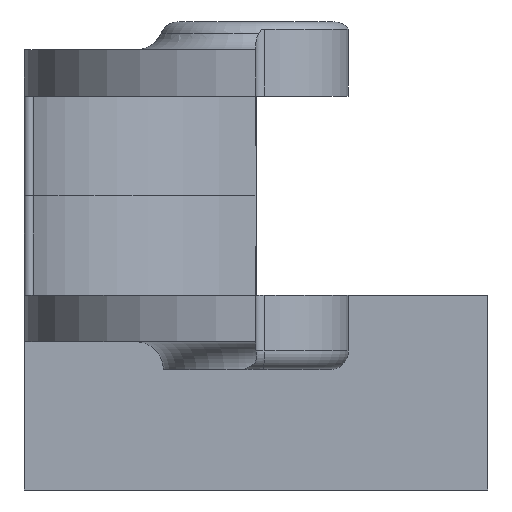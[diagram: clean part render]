
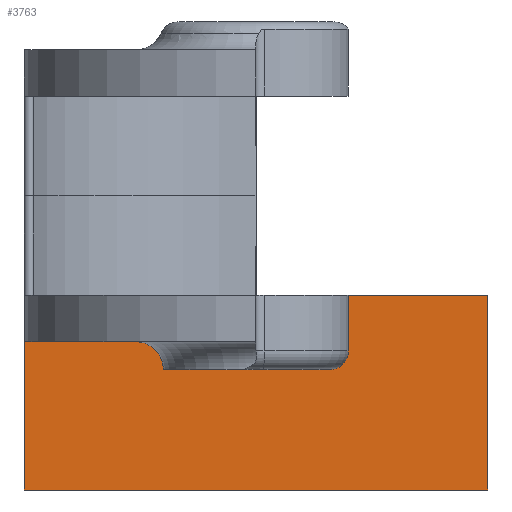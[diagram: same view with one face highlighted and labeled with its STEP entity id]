
A CAD part, front view. The second image highlights one B-rep face of the part: STEP entity #3763.
In plain terms, the highlighted planar face has unit normal (0, -1, 0).
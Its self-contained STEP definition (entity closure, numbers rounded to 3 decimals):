
#233=PLANE('',#4186);
#435=FACE_OUTER_BOUND('',#712,.T.);
#712=EDGE_LOOP('',(#3353,#3354,#3355,#3356,#3357,#3358));
#922=LINE('',#6121,#1228);
#951=LINE('',#6306,#1257);
#997=LINE('',#6464,#1303);
#1016=LINE('',#6515,#1322);
#1022=LINE('',#6540,#1328);
#1023=LINE('',#6544,#1329);
#1228=VECTOR('',#4896,10.);
#1257=VECTOR('',#4999,10.);
#1303=VECTOR('',#5165,10.);
#1322=VECTOR('',#5220,10.);
#1328=VECTOR('',#5250,10.);
#1329=VECTOR('',#5255,10.);
#1752=VERTEX_POINT('',#6118);
#1753=VERTEX_POINT('',#6120);
#1796=VERTEX_POINT('',#6305);
#1848=VERTEX_POINT('',#6463);
#1862=VERTEX_POINT('',#6513);
#1869=VERTEX_POINT('',#6538);
#2206=EDGE_CURVE('',#1752,#1753,#922,.T.);
#2262=EDGE_CURVE('',#1753,#1796,#951,.T.);
#2338=EDGE_CURVE('',#1796,#1848,#997,.T.);
#2365=EDGE_CURVE('',#1862,#1752,#1016,.T.);
#2377=EDGE_CURVE('',#1869,#1862,#1022,.T.);
#2379=EDGE_CURVE('',#1848,#1869,#1023,.T.);
#3353=ORIENTED_EDGE('',*,*,#2206,.F.);
#3354=ORIENTED_EDGE('',*,*,#2365,.F.);
#3355=ORIENTED_EDGE('',*,*,#2377,.F.);
#3356=ORIENTED_EDGE('',*,*,#2379,.F.);
#3357=ORIENTED_EDGE('',*,*,#2338,.F.);
#3358=ORIENTED_EDGE('',*,*,#2262,.F.);
#3763=ADVANCED_FACE('',(#435),#233,.T.);
#4186=AXIS2_PLACEMENT_3D('',#6543,#5253,#5254);
#4896=DIRECTION('',(1.,0.,0.));
#4999=DIRECTION('',(0.,0.,1.));
#5165=DIRECTION('',(1.,0.,0.));
#5220=DIRECTION('',(0.,0.,1.));
#5250=DIRECTION('',(-1.,0.,0.));
#5253=DIRECTION('center_axis',(0.,-1.,0.));
#5254=DIRECTION('ref_axis',(-1.,0.,0.));
#5255=DIRECTION('',(0.,0.,-1.));
#6118=CARTESIAN_POINT('',(-25.,17.5,-15.75));
#6120=CARTESIAN_POINT('',(0.,17.5,-15.75));
#6121=CARTESIAN_POINT('',(6.25,17.5,-15.75));
#6305=CARTESIAN_POINT('',(0.,17.5,-10.75));
#6306=CARTESIAN_POINT('',(0.,17.5,-7.875));
#6463=CARTESIAN_POINT('',(25.,17.5,-10.75));
#6464=CARTESIAN_POINT('',(25.,17.5,-10.75));
#6513=CARTESIAN_POINT('',(-25.,17.5,-31.75));
#6515=CARTESIAN_POINT('',(-25.,17.5,-15.75));
#6538=CARTESIAN_POINT('',(25.,17.5,-31.75));
#6540=CARTESIAN_POINT('',(25.,17.5,-31.75));
#6543=CARTESIAN_POINT('Origin',(25.,17.5,-15.75));
#6544=CARTESIAN_POINT('',(25.,17.5,-15.75));
